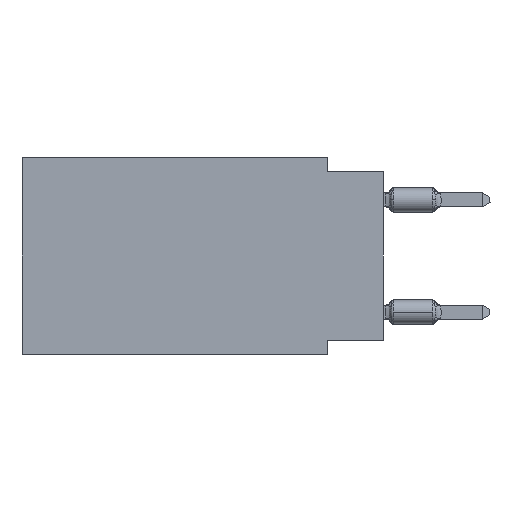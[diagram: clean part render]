
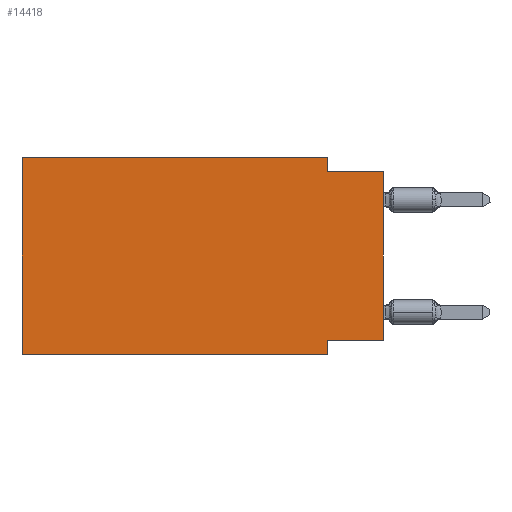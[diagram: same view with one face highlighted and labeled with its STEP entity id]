
A CAD part, left-side view. The second image highlights one B-rep face of the part: STEP entity #14418.
In plain terms, the highlighted planar face has unit normal (-1, 0, 0).
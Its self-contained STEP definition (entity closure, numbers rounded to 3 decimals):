
#134 = EDGE_CURVE ( 'NONE', #13311, #10223, #20945, .T. ) ;
#642 = DIRECTION ( 'NONE',  ( 0., 0., -1. ) ) ;
#1234 = VECTOR ( 'NONE', #16960, 1000. ) ;
#1699 = LINE ( 'NONE', #18326, #11776 ) ;
#2421 = ORIENTED_EDGE ( 'NONE', *, *, #14421, .T. ) ;
#2692 = CARTESIAN_POINT ( 'NONE',  ( 0., 16.383, 0. ) ) ;
#3088 = DIRECTION ( 'NONE',  ( 0., 1., 0. ) ) ;
#3753 = DIRECTION ( 'NONE',  ( 0., 0., 1. ) ) ;
#3871 = LINE ( 'NONE', #18867, #22872 ) ;
#4471 = VECTOR ( 'NONE', #6558, 1000. ) ;
#4947 = EDGE_CURVE ( 'NONE', #5330, #13267, #1699, .T. ) ;
#5082 = EDGE_CURVE ( 'NONE', #13267, #9072, #19052, .T. ) ;
#5236 = ORIENTED_EDGE ( 'NONE', *, *, #10653, .F. ) ;
#5330 = VERTEX_POINT ( 'NONE', #14420 ) ;
#5385 = LINE ( 'NONE', #16880, #6416 ) ;
#5496 = CARTESIAN_POINT ( 'NONE',  ( 0., 16.383, 0. ) ) ;
#5936 = CARTESIAN_POINT ( 'NONE',  ( 0., 2.54, -8.89 ) ) ;
#5995 = VECTOR ( 'NONE', #642, 1000. ) ;
#6239 = CARTESIAN_POINT ( 'NONE',  ( 0., 2.54, -8.255 ) ) ;
#6416 = VECTOR ( 'NONE', #14999, 1000. ) ;
#6558 = DIRECTION ( 'NONE',  ( 0., 0., 1. ) ) ;
#6958 = EDGE_CURVE ( 'NONE', #7020, #13311, #17673, .T. ) ;
#7020 = VERTEX_POINT ( 'NONE', #10285 ) ;
#7672 = ORIENTED_EDGE ( 'NONE', *, *, #4947, .F. ) ;
#8050 = CARTESIAN_POINT ( 'NONE',  ( 0., 0., -0.635 ) ) ;
#8892 = CARTESIAN_POINT ( 'NONE',  ( 0., 2.54, -0.635 ) ) ;
#9072 = VERTEX_POINT ( 'NONE', #11982 ) ;
#9618 = FACE_OUTER_BOUND ( 'NONE', #20138, .T. ) ;
#9716 = AXIS2_PLACEMENT_3D ( 'NONE', #5496, #17108, #14985 ) ;
#10162 = ORIENTED_EDGE ( 'NONE', *, *, #134, .F. ) ;
#10223 = VERTEX_POINT ( 'NONE', #17616 ) ;
#10285 = CARTESIAN_POINT ( 'NONE',  ( 0., 16.383, -8.89 ) ) ;
#10567 = CARTESIAN_POINT ( 'NONE',  ( 0., 0., -0.635 ) ) ;
#10653 = EDGE_CURVE ( 'NONE', #11353, #11220, #23563, .T. ) ;
#10911 = ORIENTED_EDGE ( 'NONE', *, *, #6958, .F. ) ;
#11220 = VERTEX_POINT ( 'NONE', #8050 ) ;
#11353 = VERTEX_POINT ( 'NONE', #8892 ) ;
#11435 = VECTOR ( 'NONE', #15941, 1000. ) ;
#11727 = CARTESIAN_POINT ( 'NONE',  ( 0., 16.383, 0. ) ) ;
#11776 = VECTOR ( 'NONE', #3088, 1000. ) ;
#11982 = CARTESIAN_POINT ( 'NONE',  ( 0., 2.54, -8.89 ) ) ;
#13267 = VERTEX_POINT ( 'NONE', #6239 ) ;
#13311 = VERTEX_POINT ( 'NONE', #11727 ) ;
#14306 = ORIENTED_EDGE ( 'NONE', *, *, #19996, .T. ) ;
#14418 = ADVANCED_FACE ( 'NONE', ( #9618 ), #15237, .F. ) ;
#14420 = CARTESIAN_POINT ( 'NONE',  ( 0., 0., -8.255 ) ) ;
#14421 = EDGE_CURVE ( 'NONE', #5330, #11220, #3871, .T. ) ;
#14985 = DIRECTION ( 'NONE',  ( 0., 0., -1. ) ) ;
#14999 = DIRECTION ( 'NONE',  ( 0., -1., 0. ) ) ;
#15174 = DIRECTION ( 'NONE',  ( 0., 0., -1. ) ) ;
#15237 = PLANE ( 'NONE',  #9716 ) ;
#15941 = DIRECTION ( 'NONE',  ( 0., -1., 0. ) ) ;
#16005 = CARTESIAN_POINT ( 'NONE',  ( 0., 2.54, 0. ) ) ;
#16880 = CARTESIAN_POINT ( 'NONE',  ( 0., 16.383, -8.89 ) ) ;
#16960 = DIRECTION ( 'NONE',  ( 0., -1., 0. ) ) ;
#17108 = DIRECTION ( 'NONE',  ( 1., 0., 0. ) ) ;
#17616 = CARTESIAN_POINT ( 'NONE',  ( 0., 2.54, 0. ) ) ;
#17673 = LINE ( 'NONE', #19784, #4471 ) ;
#17748 = LINE ( 'NONE', #16005, #5995 ) ;
#18326 = CARTESIAN_POINT ( 'NONE',  ( 0., 0., -8.255 ) ) ;
#18867 = CARTESIAN_POINT ( 'NONE',  ( 0., 0., 0. ) ) ;
#19052 = LINE ( 'NONE', #5936, #22140 ) ;
#19784 = CARTESIAN_POINT ( 'NONE',  ( 0., 16.383, 0. ) ) ;
#19996 = EDGE_CURVE ( 'NONE', #7020, #9072, #5385, .T. ) ;
#20138 = EDGE_LOOP ( 'NONE', ( #2421, #5236, #24358, #10162, #10911, #14306, #22059, #7672 ) ) ;
#20945 = LINE ( 'NONE', #2692, #1234 ) ;
#22059 = ORIENTED_EDGE ( 'NONE', *, *, #5082, .F. ) ;
#22140 = VECTOR ( 'NONE', #15174, 1000. ) ;
#22872 = VECTOR ( 'NONE', #3753, 1000. ) ;
#23563 = LINE ( 'NONE', #10567, #11435 ) ;
#24358 = ORIENTED_EDGE ( 'NONE', *, *, #24502, .F. ) ;
#24502 = EDGE_CURVE ( 'NONE', #10223, #11353, #17748, .T. ) ;
